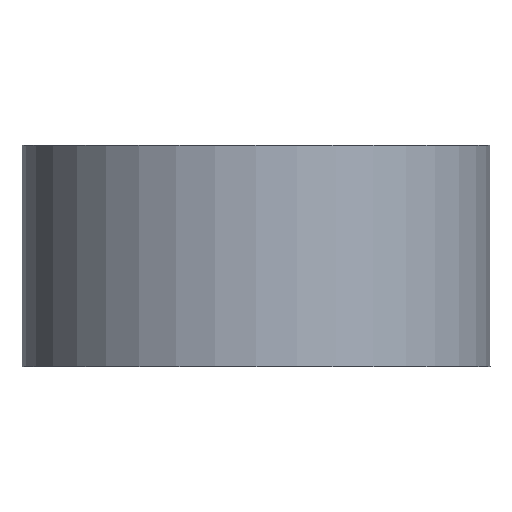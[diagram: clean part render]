
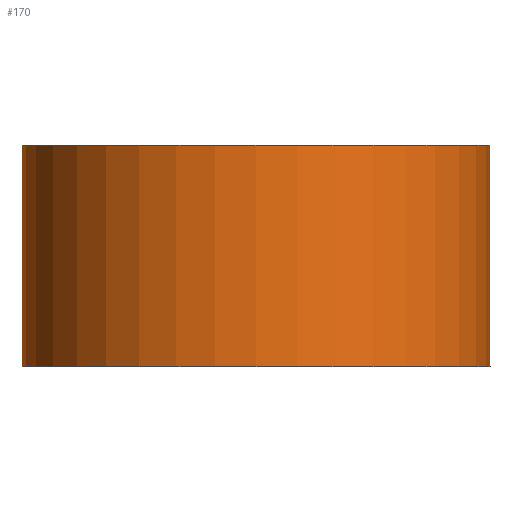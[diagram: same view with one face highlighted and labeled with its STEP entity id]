
A CAD part, front view. The second image highlights one B-rep face of the part: STEP entity #170.
In plain terms, the highlighted cylindrical face has radius 6.35 mm (diameter 12.7 mm), a partial arc.
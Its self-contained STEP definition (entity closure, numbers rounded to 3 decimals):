
#2 = EDGE_CURVE ( 'NONE', #59, #57, #13, .T. ) ;
#7 = CIRCLE ( 'NONE', #41, 6.35 ) ;
#13 = LINE ( 'NONE', #197, #159 ) ;
#14 = DIRECTION ( 'NONE',  ( 0., 0., 1. ) ) ;
#15 = CYLINDRICAL_SURFACE ( 'NONE', #124, 6.35 ) ;
#17 = DIRECTION ( 'NONE',  ( 0., 0., -1. ) ) ;
#18 = EDGE_CURVE ( 'NONE', #59, #162, #171, .T. ) ;
#19 = ORIENTED_EDGE ( 'NONE', *, *, #18, .T. ) ;
#23 = ORIENTED_EDGE ( 'NONE', *, *, #2, .F. ) ;
#34 = EDGE_CURVE ( 'NONE', #43, #57, #7, .T. ) ;
#38 = CARTESIAN_POINT ( 'NONE',  ( 6.35, 0., 6. ) ) ;
#41 = AXIS2_PLACEMENT_3D ( 'NONE', #108, #14, #152 ) ;
#43 = VERTEX_POINT ( 'NONE', #123 ) ;
#52 = DIRECTION ( 'NONE',  ( 0., 0., -1. ) ) ;
#53 = CARTESIAN_POINT ( 'NONE',  ( -6.35, 0., 6. ) ) ;
#55 = CARTESIAN_POINT ( 'NONE',  ( 6.35, 0., 0. ) ) ;
#57 = VERTEX_POINT ( 'NONE', #55 ) ;
#59 = VERTEX_POINT ( 'NONE', #38 ) ;
#75 = AXIS2_PLACEMENT_3D ( 'NONE', #79, #52, #90 ) ;
#76 = EDGE_CURVE ( 'NONE', #162, #43, #199, .T. ) ;
#79 = CARTESIAN_POINT ( 'NONE',  ( 0., 0., 6. ) ) ;
#90 = DIRECTION ( 'NONE',  ( 1., 0., 0. ) ) ;
#108 = CARTESIAN_POINT ( 'NONE',  ( 0., 0., 0. ) ) ;
#109 = DIRECTION ( 'NONE',  ( 0., 0., -1. ) ) ;
#122 = CARTESIAN_POINT ( 'NONE',  ( -6.35, 0., 6. ) ) ;
#123 = CARTESIAN_POINT ( 'NONE',  ( -6.35, 0., 0. ) ) ;
#124 = AXIS2_PLACEMENT_3D ( 'NONE', #169, #17, #179 ) ;
#135 = DIRECTION ( 'NONE',  ( 0., 0., -1. ) ) ;
#140 = ORIENTED_EDGE ( 'NONE', *, *, #76, .T. ) ;
#152 = DIRECTION ( 'NONE',  ( 1., 0., 0. ) ) ;
#155 = VECTOR ( 'NONE', #109, 1000. ) ;
#159 = VECTOR ( 'NONE', #135, 1000. ) ;
#162 = VERTEX_POINT ( 'NONE', #122 ) ;
#168 = FACE_OUTER_BOUND ( 'NONE', #187, .T. ) ;
#169 = CARTESIAN_POINT ( 'NONE',  ( 0., 0., 6. ) ) ;
#170 = ADVANCED_FACE ( 'NONE', ( #168 ), #15, .T. ) ;
#171 = CIRCLE ( 'NONE', #75, 6.35 ) ;
#179 = DIRECTION ( 'NONE',  ( -1., 0., 0. ) ) ;
#187 = EDGE_LOOP ( 'NONE', ( #23, #19, #140, #188 ) ) ;
#188 = ORIENTED_EDGE ( 'NONE', *, *, #34, .T. ) ;
#197 = CARTESIAN_POINT ( 'NONE',  ( 6.35, 0., 6. ) ) ;
#199 = LINE ( 'NONE', #53, #155 ) ;
